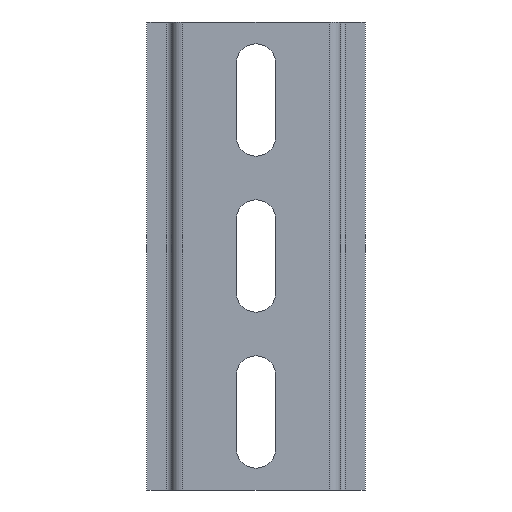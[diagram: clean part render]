
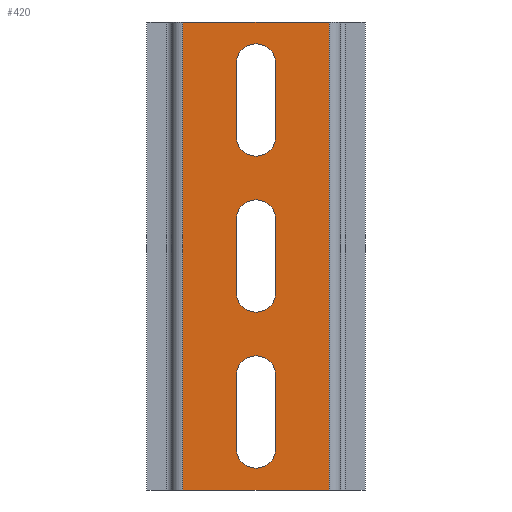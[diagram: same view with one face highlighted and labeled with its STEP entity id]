
A CAD part, front view. The second image highlights one B-rep face of the part: STEP entity #420.
In plain terms, the highlighted planar face has unit normal (0, -1, 0).
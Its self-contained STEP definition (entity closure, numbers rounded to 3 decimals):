
#18 = AXIS2_PLACEMENT_3D ( 'NONE', #739, #552, #85 ) ;
#23 = DIRECTION ( 'NONE',  ( 0., 0., 1. ) ) ;
#24 = EDGE_CURVE ( 'NONE', #790, #1105, #656, .T. ) ;
#25 = ORIENTED_EDGE ( 'NONE', *, *, #412, .F. ) ;
#26 = CARTESIAN_POINT ( 'NONE',  ( 13.5, 0., 18.35 ) ) ;
#39 = ORIENTED_EDGE ( 'NONE', *, *, #893, .T. ) ;
#56 = DIRECTION ( 'NONE',  ( -1., 0., 0. ) ) ;
#60 = PLANE ( 'NONE',  #18 ) ;
#70 = CARTESIAN_POINT ( 'NONE',  ( 1.8, 0., 0. ) ) ;
#71 = LINE ( 'NONE', #1192, #178 ) ;
#77 = ORIENTED_EDGE ( 'NONE', *, *, #1162, .T. ) ;
#85 = DIRECTION ( 'NONE',  ( 0., 0., -1. ) ) ;
#108 = CARTESIAN_POINT ( 'NONE',  ( 16.65, 0., 18.35 ) ) ;
#109 = CARTESIAN_POINT ( 'NONE',  ( 25.2, 0., 0. ) ) ;
#114 = EDGE_LOOP ( 'NONE', ( #793, #414, #246, #380 ) ) ;
#117 = EDGE_CURVE ( 'NONE', #206, #790, #389, .T. ) ;
#128 = DIRECTION ( 'NONE',  ( 1., 0., 0. ) ) ;
#142 = DIRECTION ( 'NONE',  ( 0., 0., -1. ) ) ;
#152 = DIRECTION ( 'NONE',  ( 0., 0., -1. ) ) ;
#153 = VECTOR ( 'NONE', #267, 1000. ) ;
#159 = FACE_BOUND ( 'NONE', #114, .T. ) ;
#178 = VECTOR ( 'NONE', #142, 1000. ) ;
#179 = DIRECTION ( 'NONE',  ( -1., 0., 0. ) ) ;
#188 = CIRCLE ( 'NONE', #1068, 3.15 ) ;
#196 = LINE ( 'NONE', #1021, #1029 ) ;
#206 = VERTEX_POINT ( 'NONE', #807 ) ;
#219 = VERTEX_POINT ( 'NONE', #1085 ) ;
#223 = CARTESIAN_POINT ( 'NONE',  ( 0., 0., 75. ) ) ;
#238 = VECTOR ( 'NONE', #271, 1000. ) ;
#242 = ORIENTED_EDGE ( 'NONE', *, *, #927, .T. ) ;
#246 = ORIENTED_EDGE ( 'NONE', *, *, #1199, .T. ) ;
#256 = CARTESIAN_POINT ( 'NONE',  ( 10.35, 0., 18.35 ) ) ;
#257 = EDGE_CURVE ( 'NONE', #1189, #206, #458, .T. ) ;
#267 = DIRECTION ( 'NONE',  ( 0., 0., 1. ) ) ;
#271 = DIRECTION ( 'NONE',  ( 0., 0., 1. ) ) ;
#304 = ORIENTED_EDGE ( 'NONE', *, *, #837, .T. ) ;
#307 = CARTESIAN_POINT ( 'NONE',  ( 16.65, 0., 68.35 ) ) ;
#309 = EDGE_CURVE ( 'NONE', #592, #898, #985, .T. ) ;
#365 = LINE ( 'NONE', #806, #748 ) ;
#368 = DIRECTION ( 'NONE',  ( 0., 1., 0. ) ) ;
#379 = ORIENTED_EDGE ( 'NONE', *, *, #394, .T. ) ;
#380 = ORIENTED_EDGE ( 'NONE', *, *, #1154, .T. ) ;
#381 = DIRECTION ( 'NONE',  ( 0., 0., -1. ) ) ;
#384 = CARTESIAN_POINT ( 'NONE',  ( 10.35, 0., 68.35 ) ) ;
#389 = LINE ( 'NONE', #1040, #549 ) ;
#394 = EDGE_CURVE ( 'NONE', #628, #731, #678, .T. ) ;
#398 = CARTESIAN_POINT ( 'NONE',  ( 13.5, 0., 68.35 ) ) ;
#402 = DIRECTION ( 'NONE',  ( 0., 1., 0. ) ) ;
#412 = EDGE_CURVE ( 'NONE', #713, #592, #1191, .T. ) ;
#414 = ORIENTED_EDGE ( 'NONE', *, *, #829, .T. ) ;
#420 = ADVANCED_FACE ( 'NONE', ( #619, #725, #159, #714 ), #60, .F. ) ;
#455 = DIRECTION ( 'NONE',  ( -1., 0., 0. ) ) ;
#458 = CIRCLE ( 'NONE', #1130, 3.15 ) ;
#478 = CARTESIAN_POINT ( 'NONE',  ( 10.35, 0., 6.65 ) ) ;
#480 = AXIS2_PLACEMENT_3D ( 'NONE', #398, #495, #1146 ) ;
#495 = DIRECTION ( 'NONE',  ( 0., 1., 0. ) ) ;
#497 = ORIENTED_EDGE ( 'NONE', *, *, #1099, .T. ) ;
#506 = ORIENTED_EDGE ( 'NONE', *, *, #257, .T. ) ;
#522 = CARTESIAN_POINT ( 'NONE',  ( 16.65, 0., 56.65 ) ) ;
#539 = CARTESIAN_POINT ( 'NONE',  ( 13.5, 0., 6.65 ) ) ;
#548 = LINE ( 'NONE', #922, #1200 ) ;
#549 = VECTOR ( 'NONE', #23, 1000. ) ;
#551 = ORIENTED_EDGE ( 'NONE', *, *, #117, .T. ) ;
#552 = DIRECTION ( 'NONE',  ( 0., 1., 0. ) ) ;
#555 = EDGE_CURVE ( 'NONE', #1104, #676, #196, .T. ) ;
#575 = DIRECTION ( 'NONE',  ( 1., 0., 0. ) ) ;
#580 = AXIS2_PLACEMENT_3D ( 'NONE', #924, #368, #455 ) ;
#583 = CARTESIAN_POINT ( 'NONE',  ( 10.35, 0., 43.35 ) ) ;
#592 = VERTEX_POINT ( 'NONE', #1041 ) ;
#601 = CARTESIAN_POINT ( 'NONE',  ( 10.35, 0., 28.325 ) ) ;
#604 = VECTOR ( 'NONE', #128, 1000. ) ;
#619 = FACE_BOUND ( 'NONE', #705, .T. ) ;
#628 = VERTEX_POINT ( 'NONE', #986 ) ;
#636 = CARTESIAN_POINT ( 'NONE',  ( 25.2, 0., 0. ) ) ;
#656 = CIRCLE ( 'NONE', #580, 3.15 ) ;
#676 = VERTEX_POINT ( 'NONE', #522 ) ;
#678 = CIRCLE ( 'NONE', #765, 3.15 ) ;
#683 = DIRECTION ( 'NONE',  ( -1., 0., 0. ) ) ;
#692 = ORIENTED_EDGE ( 'NONE', *, *, #843, .T. ) ;
#705 = EDGE_LOOP ( 'NONE', ( #304, #379, #692, #77 ) ) ;
#710 = DIRECTION ( 'NONE',  ( 0., 1., 0. ) ) ;
#713 = VERTEX_POINT ( 'NONE', #835 ) ;
#714 = FACE_OUTER_BOUND ( 'NONE', #964, .T. ) ;
#720 = VERTEX_POINT ( 'NONE', #109 ) ;
#724 = CIRCLE ( 'NONE', #480, 3.15 ) ;
#725 = FACE_BOUND ( 'NONE', #871, .T. ) ;
#727 = DIRECTION ( 'NONE',  ( 0., 0., 1. ) ) ;
#730 = VERTEX_POINT ( 'NONE', #384 ) ;
#731 = VERTEX_POINT ( 'NONE', #478 ) ;
#739 = CARTESIAN_POINT ( 'NONE',  ( 0., 0., 0. ) ) ;
#748 = VECTOR ( 'NONE', #727, 1000. ) ;
#765 = AXIS2_PLACEMENT_3D ( 'NONE', #539, #911, #179 ) ;
#779 = AXIS2_PLACEMENT_3D ( 'NONE', #909, #1187, #1181 ) ;
#790 = VERTEX_POINT ( 'NONE', #583 ) ;
#793 = ORIENTED_EDGE ( 'NONE', *, *, #555, .T. ) ;
#806 = CARTESIAN_POINT ( 'NONE',  ( 10.35, 0., 3.325 ) ) ;
#807 = CARTESIAN_POINT ( 'NONE',  ( 10.35, 0., 31.65 ) ) ;
#829 = EDGE_CURVE ( 'NONE', #676, #219, #953, .T. ) ;
#835 = CARTESIAN_POINT ( 'NONE',  ( 1.8, 0., 0. ) ) ;
#837 = EDGE_CURVE ( 'NONE', #1028, #628, #71, .T. ) ;
#843 = EDGE_CURVE ( 'NONE', #731, #914, #365, .T. ) ;
#845 = CARTESIAN_POINT ( 'NONE',  ( 0., 0., 0. ) ) ;
#866 = LINE ( 'NONE', #601, #875 ) ;
#871 = EDGE_LOOP ( 'NONE', ( #242, #506, #551, #1072 ) ) ;
#875 = VECTOR ( 'NONE', #976, 1000. ) ;
#893 = EDGE_CURVE ( 'NONE', #720, #898, #902, .T. ) ;
#898 = VERTEX_POINT ( 'NONE', #1005 ) ;
#902 = LINE ( 'NONE', #636, #153 ) ;
#909 = CARTESIAN_POINT ( 'NONE',  ( 13.5, 0., 56.65 ) ) ;
#911 = DIRECTION ( 'NONE',  ( 0., 1., 0. ) ) ;
#914 = VERTEX_POINT ( 'NONE', #256 ) ;
#922 = CARTESIAN_POINT ( 'NONE',  ( 16.65, 0., 21.675 ) ) ;
#924 = CARTESIAN_POINT ( 'NONE',  ( 13.5, 0., 43.35 ) ) ;
#927 = EDGE_CURVE ( 'NONE', #1105, #1189, #548, .T. ) ;
#936 = LINE ( 'NONE', #845, #1143 ) ;
#949 = CARTESIAN_POINT ( 'NONE',  ( 16.65, 0., 43.35 ) ) ;
#953 = CIRCLE ( 'NONE', #779, 3.15 ) ;
#964 = EDGE_LOOP ( 'NONE', ( #39, #977, #25, #497 ) ) ;
#976 = DIRECTION ( 'NONE',  ( 0., 0., 1. ) ) ;
#977 = ORIENTED_EDGE ( 'NONE', *, *, #309, .F. ) ;
#985 = LINE ( 'NONE', #223, #604 ) ;
#986 = CARTESIAN_POINT ( 'NONE',  ( 16.65, 0., 6.65 ) ) ;
#1005 = CARTESIAN_POINT ( 'NONE',  ( 25.2, 0., 75. ) ) ;
#1021 = CARTESIAN_POINT ( 'NONE',  ( 16.65, 0., 34.175 ) ) ;
#1028 = VERTEX_POINT ( 'NONE', #108 ) ;
#1029 = VECTOR ( 'NONE', #381, 1000. ) ;
#1040 = CARTESIAN_POINT ( 'NONE',  ( 10.35, 0., 15.825 ) ) ;
#1041 = CARTESIAN_POINT ( 'NONE',  ( 1.8, 0., 75. ) ) ;
#1068 = AXIS2_PLACEMENT_3D ( 'NONE', #26, #402, #683 ) ;
#1072 = ORIENTED_EDGE ( 'NONE', *, *, #24, .T. ) ;
#1085 = CARTESIAN_POINT ( 'NONE',  ( 10.35, 0., 56.65 ) ) ;
#1099 = EDGE_CURVE ( 'NONE', #713, #720, #936, .T. ) ;
#1104 = VERTEX_POINT ( 'NONE', #307 ) ;
#1105 = VERTEX_POINT ( 'NONE', #949 ) ;
#1130 = AXIS2_PLACEMENT_3D ( 'NONE', #1160, #710, #56 ) ;
#1143 = VECTOR ( 'NONE', #575, 1000. ) ;
#1146 = DIRECTION ( 'NONE',  ( -1., 0., 0. ) ) ;
#1152 = CARTESIAN_POINT ( 'NONE',  ( 16.65, 0., 31.65 ) ) ;
#1154 = EDGE_CURVE ( 'NONE', #730, #1104, #724, .T. ) ;
#1160 = CARTESIAN_POINT ( 'NONE',  ( 13.5, 0., 31.65 ) ) ;
#1162 = EDGE_CURVE ( 'NONE', #914, #1028, #188, .T. ) ;
#1181 = DIRECTION ( 'NONE',  ( -1., 0., 0. ) ) ;
#1187 = DIRECTION ( 'NONE',  ( 0., 1., 0. ) ) ;
#1189 = VERTEX_POINT ( 'NONE', #1152 ) ;
#1191 = LINE ( 'NONE', #70, #238 ) ;
#1192 = CARTESIAN_POINT ( 'NONE',  ( 16.65, 0., 9.175 ) ) ;
#1199 = EDGE_CURVE ( 'NONE', #219, #730, #866, .T. ) ;
#1200 = VECTOR ( 'NONE', #152, 1000. ) ;
